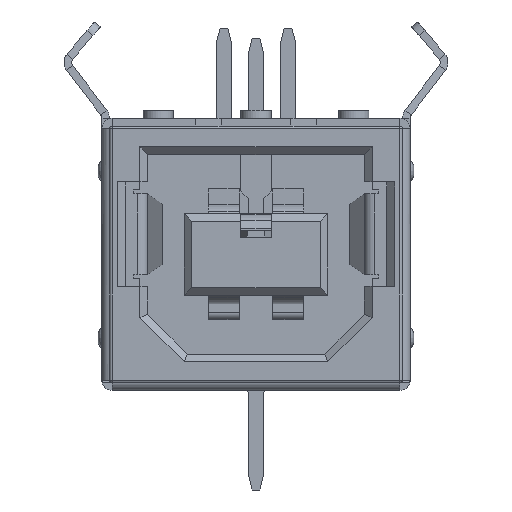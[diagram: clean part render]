
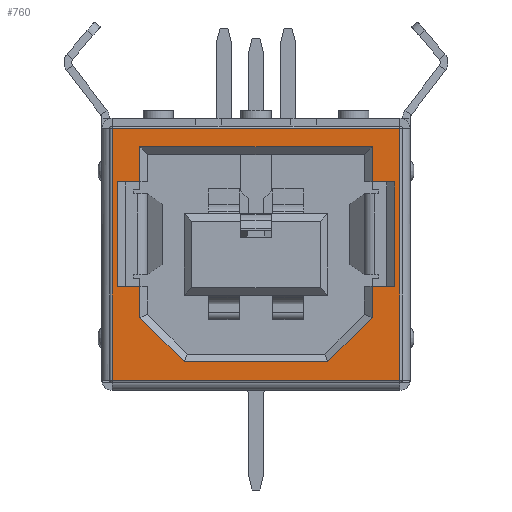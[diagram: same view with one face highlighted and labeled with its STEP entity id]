
A CAD part, front view. The second image highlights one B-rep face of the part: STEP entity #760.
In plain terms, the highlighted planar face has unit normal (0, -1, 0).
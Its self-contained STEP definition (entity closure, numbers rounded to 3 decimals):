
#760 = ADVANCED_FACE( '', ( #1871, #1872 ), #1873, .T. );
#1871 = FACE_BOUND( '', #3525, .T. );
#1872 = FACE_OUTER_BOUND( '', #3526, .T. );
#1873 = PLANE( '', #3527 );
#3525 = EDGE_LOOP( '', ( #7477, #7478, #7479, #7480, #7481, #7482, #7483, #7484, #7485, #7486, #7487, #7488, #7489, #7490 ) );
#3526 = EDGE_LOOP( '', ( #7491, #7492, #7493, #7494 ) );
#3527 = AXIS2_PLACEMENT_3D( '', #7495, #7496, #7497 );
#7477 = ORIENTED_EDGE( '', *, *, #10466, .F. );
#7478 = ORIENTED_EDGE( '', *, *, #10467, .T. );
#7479 = ORIENTED_EDGE( '', *, *, #10468, .F. );
#7480 = ORIENTED_EDGE( '', *, *, #10469, .T. );
#7481 = ORIENTED_EDGE( '', *, *, #10470, .T. );
#7482 = ORIENTED_EDGE( '', *, *, #10471, .T. );
#7483 = ORIENTED_EDGE( '', *, *, #10472, .T. );
#7484 = ORIENTED_EDGE( '', *, *, #10473, .T. );
#7485 = ORIENTED_EDGE( '', *, *, #10474, .T. );
#7486 = ORIENTED_EDGE( '', *, *, #10475, .T. );
#7487 = ORIENTED_EDGE( '', *, *, #10476, .T. );
#7488 = ORIENTED_EDGE( '', *, *, #10477, .T. );
#7489 = ORIENTED_EDGE( '', *, *, #10478, .T. );
#7490 = ORIENTED_EDGE( '', *, *, #10339, .T. );
#7491 = ORIENTED_EDGE( '', *, *, #10465, .T. );
#7492 = ORIENTED_EDGE( '', *, *, #10479, .T. );
#7493 = ORIENTED_EDGE( '', *, *, #10480, .T. );
#7494 = ORIENTED_EDGE( '', *, *, #10431, .T. );
#7495 = CARTESIAN_POINT( '', ( -5.7, -7.8, -5. ) );
#7496 = DIRECTION( '', ( 0., -1., 0. ) );
#7497 = DIRECTION( '', ( 0., 0., -1. ) );
#10339 = EDGE_CURVE( '', #12749, #12746, #12750, .T. );
#10431 = EDGE_CURVE( '', #12914, #12911, #12915, .T. );
#10465 = EDGE_CURVE( '', #12911, #12972, #12974, .T. );
#10466 = EDGE_CURVE( '', #12975, #12746, #12976, .T. );
#10467 = EDGE_CURVE( '', #12975, #12977, #12978, .T. );
#10468 = EDGE_CURVE( '', #12979, #12977, #12980, .T. );
#10469 = EDGE_CURVE( '', #12979, #12981, #12982, .T. );
#10470 = EDGE_CURVE( '', #12981, #12983, #12984, .T. );
#10471 = EDGE_CURVE( '', #12983, #12985, #12986, .T. );
#10472 = EDGE_CURVE( '', #12985, #12987, #12988, .T. );
#10473 = EDGE_CURVE( '', #12987, #12989, #12990, .T. );
#10474 = EDGE_CURVE( '', #12989, #12991, #12992, .T. );
#10475 = EDGE_CURVE( '', #12991, #12993, #12994, .T. );
#10476 = EDGE_CURVE( '', #12993, #12995, #12996, .T. );
#10477 = EDGE_CURVE( '', #12995, #12997, #12998, .T. );
#10478 = EDGE_CURVE( '', #12997, #12749, #12999, .T. );
#10479 = EDGE_CURVE( '', #12972, #13000, #13001, .T. );
#10480 = EDGE_CURVE( '', #13000, #12914, #13002, .T. );
#12746 = VERTEX_POINT( '', #16536 );
#12749 = VERTEX_POINT( '', #16540 );
#12750 = LINE( '', #16541, #16542 );
#12911 = VERTEX_POINT( '', #16786 );
#12914 = VERTEX_POINT( '', #16789 );
#12915 = LINE( '', #16790, #16791 );
#12972 = VERTEX_POINT( '', #16875 );
#12974 = LINE( '', #16877, #16878 );
#12975 = VERTEX_POINT( '', #16879 );
#12976 = LINE( '', #16880, #16881 );
#12977 = VERTEX_POINT( '', #16882 );
#12978 = LINE( '', #16883, #16884 );
#12979 = VERTEX_POINT( '', #16885 );
#12980 = LINE( '', #16886, #16887 );
#12981 = VERTEX_POINT( '', #16888 );
#12982 = LINE( '', #16889, #16890 );
#12983 = VERTEX_POINT( '', #16891 );
#12984 = LINE( '', #16892, #16893 );
#12985 = VERTEX_POINT( '', #16894 );
#12986 = LINE( '', #16895, #16896 );
#12987 = VERTEX_POINT( '', #16897 );
#12988 = LINE( '', #16898, #16899 );
#12989 = VERTEX_POINT( '', #16900 );
#12990 = LINE( '', #16901, #16902 );
#12991 = VERTEX_POINT( '', #16903 );
#12992 = LINE( '', #16904, #16905 );
#12993 = VERTEX_POINT( '', #16906 );
#12994 = LINE( '', #16907, #16908 );
#12995 = VERTEX_POINT( '', #16909 );
#12996 = LINE( '', #16910, #16911 );
#12997 = VERTEX_POINT( '', #16912 );
#12998 = LINE( '', #16913, #16914 );
#12999 = LINE( '', #16915, #16916 );
#13000 = VERTEX_POINT( '', #16917 );
#13001 = LINE( '', #16918, #16919 );
#13002 = LINE( '', #16920, #16921 );
#16536 = CARTESIAN_POINT( '', ( -4.525, -7.8, -1.25 ) );
#16540 = CARTESIAN_POINT( '', ( -4.525, -7.8, -2.464 ) );
#16541 = CARTESIAN_POINT( '', ( -4.525, -7.8, -1.25 ) );
#16542 = VECTOR( '', #19767, 1000. );
#16786 = CARTESIAN_POINT( '', ( 5.6, -7.8, -4.9 ) );
#16789 = CARTESIAN_POINT( '', ( -5.6, -7.8, -4.9 ) );
#16790 = CARTESIAN_POINT( '', ( 5.7, -7.8, -4.9 ) );
#16791 = VECTOR( '', #19875, 1000. );
#16875 = CARTESIAN_POINT( '', ( 5.6, -7.8, 4.9 ) );
#16877 = CARTESIAN_POINT( '', ( 5.6, -7.8, 5. ) );
#16878 = VECTOR( '', #19921, 1000. );
#16879 = CARTESIAN_POINT( '', ( -5.4, -7.8, -1.25 ) );
#16880 = CARTESIAN_POINT( '', ( -5.1, -7.8, -1.25 ) );
#16881 = VECTOR( '', #19922, 1000. );
#16882 = CARTESIAN_POINT( '', ( -5.4, -7.8, 2.82 ) );
#16883 = CARTESIAN_POINT( '', ( -5.4, -7.8, 2.82 ) );
#16884 = VECTOR( '', #19923, 1000. );
#16885 = CARTESIAN_POINT( '', ( -4.525, -7.8, 2.82 ) );
#16886 = CARTESIAN_POINT( '', ( -4.225, -7.8, 2.82 ) );
#16887 = VECTOR( '', #19924, 1000. );
#16888 = CARTESIAN_POINT( '', ( -4.525, -7.8, 4.19 ) );
#16889 = CARTESIAN_POINT( '', ( -4.525, -7.8, 3.89 ) );
#16890 = VECTOR( '', #19925, 1000. );
#16891 = CARTESIAN_POINT( '', ( 4.525, -7.8, 4.19 ) );
#16892 = CARTESIAN_POINT( '', ( 4.225, -7.8, 4.19 ) );
#16893 = VECTOR( '', #19926, 1000. );
#16894 = CARTESIAN_POINT( '', ( 4.525, -7.8, 2.82 ) );
#16895 = CARTESIAN_POINT( '', ( 4.525, -7.8, 2.82 ) );
#16896 = VECTOR( '', #19927, 1000. );
#16897 = CARTESIAN_POINT( '', ( 5.4, -7.8, 2.82 ) );
#16898 = CARTESIAN_POINT( '', ( 4.225, -7.8, 2.82 ) );
#16899 = VECTOR( '', #19928, 1000. );
#16900 = CARTESIAN_POINT( '', ( 5.4, -7.8, -1.25 ) );
#16901 = CARTESIAN_POINT( '', ( 5.4, -7.8, -5. ) );
#16902 = VECTOR( '', #19929, 1000. );
#16903 = CARTESIAN_POINT( '', ( 4.525, -7.8, -1.25 ) );
#16904 = CARTESIAN_POINT( '', ( 5.1, -7.8, -1.25 ) );
#16905 = VECTOR( '', #19930, 1000. );
#16906 = CARTESIAN_POINT( '', ( 4.525, -7.8, -2.464 ) );
#16907 = CARTESIAN_POINT( '', ( 4.525, -7.8, -2.34 ) );
#16908 = VECTOR( '', #19931, 1000. );
#16909 = CARTESIAN_POINT( '', ( 2.799, -7.8, -4.19 ) );
#16910 = CARTESIAN_POINT( '', ( 2.887, -7.8, -4.102 ) );
#16911 = VECTOR( '', #19932, 1000. );
#16912 = CARTESIAN_POINT( '', ( -2.799, -7.8, -4.19 ) );
#16913 = CARTESIAN_POINT( '', ( -2.675, -7.8, -4.19 ) );
#16914 = VECTOR( '', #19933, 1000. );
#16915 = CARTESIAN_POINT( '', ( -4.437, -7.8, -2.552 ) );
#16916 = VECTOR( '', #19934, 1000. );
#16917 = CARTESIAN_POINT( '', ( -5.6, -7.8, 4.9 ) );
#16918 = CARTESIAN_POINT( '', ( -5.7, -7.8, 4.9 ) );
#16919 = VECTOR( '', #19935, 1000. );
#16920 = CARTESIAN_POINT( '', ( -5.6, -7.8, -5. ) );
#16921 = VECTOR( '', #19936, 1000. );
#19767 = DIRECTION( '', ( 0., 0., 1. ) );
#19875 = DIRECTION( '', ( 1., 0., 0. ) );
#19921 = DIRECTION( '', ( 0., 0., 1. ) );
#19922 = DIRECTION( '', ( 1., 0., 0. ) );
#19923 = DIRECTION( '', ( 0., 0., 1. ) );
#19924 = DIRECTION( '', ( -1., 0., 0. ) );
#19925 = DIRECTION( '', ( 0., 0., 1. ) );
#19926 = DIRECTION( '', ( 1., 0., 0. ) );
#19927 = DIRECTION( '', ( 0., 0., -1. ) );
#19928 = DIRECTION( '', ( 1., 0., 0. ) );
#19929 = DIRECTION( '', ( 0., 0., -1. ) );
#19930 = DIRECTION( '', ( -1., 0., 0. ) );
#19931 = DIRECTION( '', ( 0., 0., -1. ) );
#19932 = DIRECTION( '', ( -0.707, 0., -0.707 ) );
#19933 = DIRECTION( '', ( -1., 0., 0. ) );
#19934 = DIRECTION( '', ( -0.707, 0., 0.707 ) );
#19935 = DIRECTION( '', ( -1., 0., 0. ) );
#19936 = DIRECTION( '', ( 0., 0., -1. ) );
